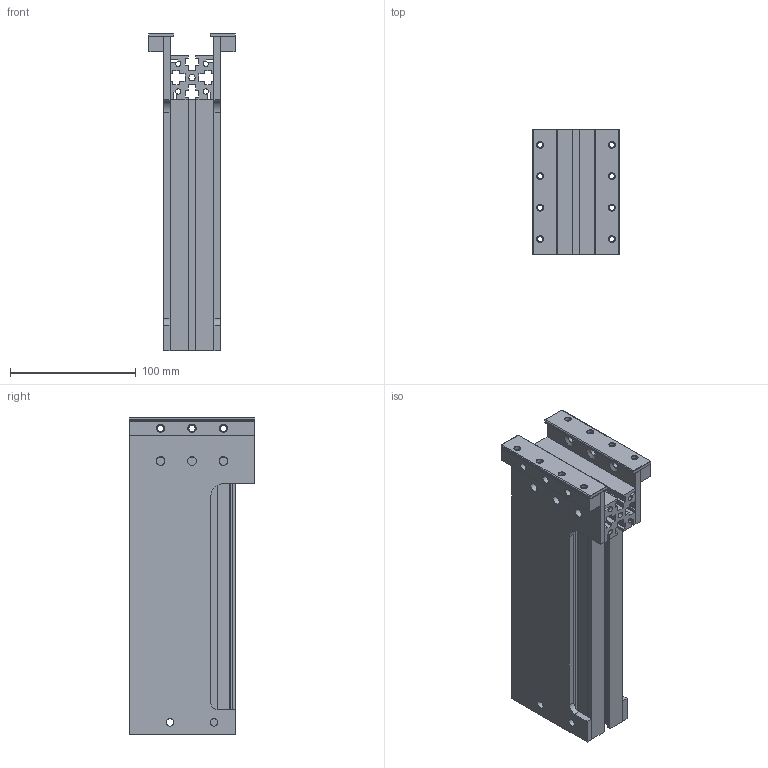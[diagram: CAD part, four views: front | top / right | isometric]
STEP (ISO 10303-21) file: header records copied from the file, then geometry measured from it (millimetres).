
FILE_DESCRIPTION(/* description */ ('STEP AP242','CAx-IF Rec.Pracs.---Representation and Presentation of Product Manufacturing Information (PMI)---4.0---2014-10-13','CAx-IF Rec.Pracs.---3D Tessellated Geometry---0.4---2014-09-14','2;1'),/* implementation_level */ '2;1');
FILE_NAME(/* name */ '679ab2c62382e903d283b646',/* time_stamp */ '2025-01-29T22:59:18Z',/* author */ (''),/* organization */ (''),/* preprocessor_version */ 'ST-DEVELOPER v20',/* originating_system */ 'ONSHAPE BY PTC INC, 1.192',/* authorisation */ ' ');
FILE_SCHEMA (('AP242_MANAGED_MODEL_BASED_3D_ENGINEERING_MIM_LF { 1 0 10303 442 1 1 4 }'));
Length unit declared in the file: metre
Products named in the file (9): COLUMN ASSY; Part 1; 100MM HOLD DOWN 12X12 (1) <1>; 100MM HOLD DOWN 12X12 (2) <1>
Assembly tree (10 placements, depth 3):
  COLUMN ASSY
    Part 1
    Part 1
    Part 1
    Part 1
    100MM HOLD DOWN 12X12 (1) <1>
      Part 1
      Part 1
    100MM HOLD DOWN 12X12 (2) <1>
      Part 1
      Part 1
Bounding box: 69 x 100 x 253 mm (x, y, z)
Volume: 429281.6 mm3; surface area: 219852.6 mm2
Topology: 8 solids, 8 shells, 342 faces, 893 edges, 567 vertices
Faces by surface type: plane 216, cone 66, cylinder 60
Full cylindrical faces by diameter (mm): 4.2 x8, 5 x16, 6 x10, 7 x6
Entity records: 8319 total; most frequent: CARTESIAN_POINT 1404, DIRECTION 1348, ORIENTED_EDGE 1324, EDGE_CURVE 662, LINE 536, VECTOR 536, VERTEX_POINT 462, AXIS2_PLACEMENT_3D 406
